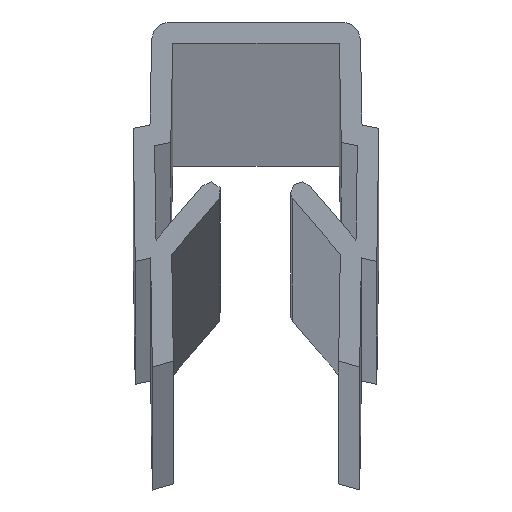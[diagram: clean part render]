
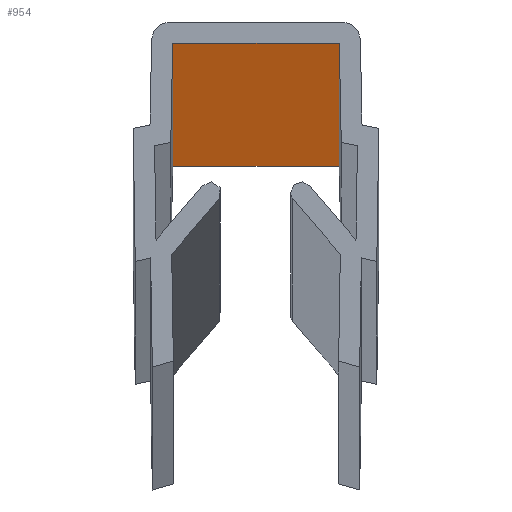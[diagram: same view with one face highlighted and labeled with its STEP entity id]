
A CAD part, top view. The second image highlights one B-rep face of the part: STEP entity #954.
In plain terms, the highlighted planar face has unit normal (0, -1, 0).
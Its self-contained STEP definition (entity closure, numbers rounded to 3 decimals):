
#69 = EDGE_LOOP ( 'NONE', ( #331, #899, #156, #542 ) ) ;
#82 = LINE ( 'NONE', #872, #604 ) ;
#113 = EDGE_CURVE ( 'NONE', #953, #507, #82, .T. ) ;
#114 = CARTESIAN_POINT ( 'NONE',  ( 3.316, 12.402, 0. ) ) ;
#156 = ORIENTED_EDGE ( 'NONE', *, *, #113, .F. ) ;
#158 = CARTESIAN_POINT ( 'NONE',  ( 8.047, 12.402, 0. ) ) ;
#160 = PLANE ( 'NONE',  #486 ) ;
#203 = FACE_OUTER_BOUND ( 'NONE', #69, .T. ) ;
#331 = ORIENTED_EDGE ( 'NONE', *, *, #533, .T. ) ;
#332 = CARTESIAN_POINT ( 'NONE',  ( 5.681, 12.402, 0. ) ) ;
#333 = EDGE_CURVE ( 'NONE', #507, #695, #611, .T. ) ;
#386 = VECTOR ( 'NONE', #843, 1000. ) ;
#412 = CARTESIAN_POINT ( 'NONE',  ( 3.316, 12.402, 2000. ) ) ;
#439 = CARTESIAN_POINT ( 'NONE',  ( 5.681, 12.402, 0. ) ) ;
#486 = AXIS2_PLACEMENT_3D ( 'NONE', #332, #990, #654 ) ;
#507 = VERTEX_POINT ( 'NONE', #531 ) ;
#531 = CARTESIAN_POINT ( 'NONE',  ( 8.047, 12.402, 2000. ) ) ;
#533 = EDGE_CURVE ( 'NONE', #629, #695, #1072, .T. ) ;
#542 = ORIENTED_EDGE ( 'NONE', *, *, #832, .T. ) ;
#544 = CARTESIAN_POINT ( 'NONE',  ( 8.047, 12.402, 0. ) ) ;
#604 = VECTOR ( 'NONE', #965, 1000. ) ;
#611 = LINE ( 'NONE', #158, #714 ) ;
#629 = VERTEX_POINT ( 'NONE', #114 ) ;
#637 = VECTOR ( 'NONE', #639, 1000. ) ;
#639 = DIRECTION ( 'NONE',  ( 0., 0., -1. ) ) ;
#654 = DIRECTION ( 'NONE',  ( 1., 0., 0. ) ) ;
#672 = DIRECTION ( 'NONE',  ( 0., 0., -1. ) ) ;
#695 = VERTEX_POINT ( 'NONE', #544 ) ;
#714 = VECTOR ( 'NONE', #672, 1000. ) ;
#832 = EDGE_CURVE ( 'NONE', #953, #629, #987, .T. ) ;
#843 = DIRECTION ( 'NONE',  ( 1., 0., 0. ) ) ;
#872 = CARTESIAN_POINT ( 'NONE',  ( 5.681, 12.402, 2000. ) ) ;
#899 = ORIENTED_EDGE ( 'NONE', *, *, #333, .F. ) ;
#953 = VERTEX_POINT ( 'NONE', #412 ) ;
#954 = ADVANCED_FACE ( 'NONE', ( #203 ), #160, .T. ) ;
#965 = DIRECTION ( 'NONE',  ( 1., 0., 0. ) ) ;
#978 = CARTESIAN_POINT ( 'NONE',  ( 3.316, 12.402, 0. ) ) ;
#987 = LINE ( 'NONE', #978, #637 ) ;
#990 = DIRECTION ( 'NONE',  ( 0., -1., 0. ) ) ;
#1072 = LINE ( 'NONE', #439, #386 ) ;
